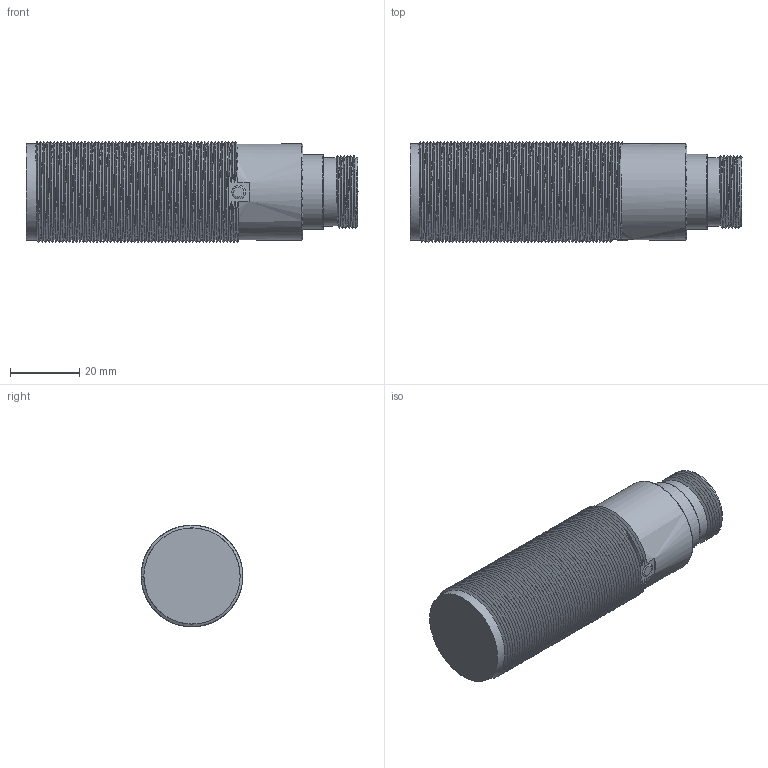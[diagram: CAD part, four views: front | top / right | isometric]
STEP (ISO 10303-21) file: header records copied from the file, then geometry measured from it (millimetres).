
FILE_DESCRIPTION( ('This file contains a STEP AP42 implementation' ,'as created by ZW3D STEP Interface translator.') ,'2;1' );
FILE_NAME( 'ECS1-3016X-XZL3.stp' ,'20 522.112620', (''), ('ZWCAD Software Co.'), 'Version 1.0', 'ZW3D to STEP translator', '' );
FILE_SCHEMA(('AUTOMOTIVE_DESIGN'));
Length unit declared in the file: millimetre
Products named in the file (2): 0; ECS1-3016X-XZL3
Bounding box: 96 x 29.36 x 29.36 mm (x, y, z)
Volume: 54109.9 mm3; surface area: 16622.5 mm2
Topology: 4 solids, 4 shells, 130 faces, 347 edges, 233 vertices
Faces by surface type: bspline 130
Entity records: 10939 total; most frequent: CARTESIAN_POINT 8972, ORIENTED_EDGE 658, EDGE_CURVE 329, VERTEX_POINT 215, B_SPLINE_CURVE_WITH_KNOTS 142, EDGE_LOOP 140, FACE_OUTER_BOUND 130, ADVANCED_FACE 130
